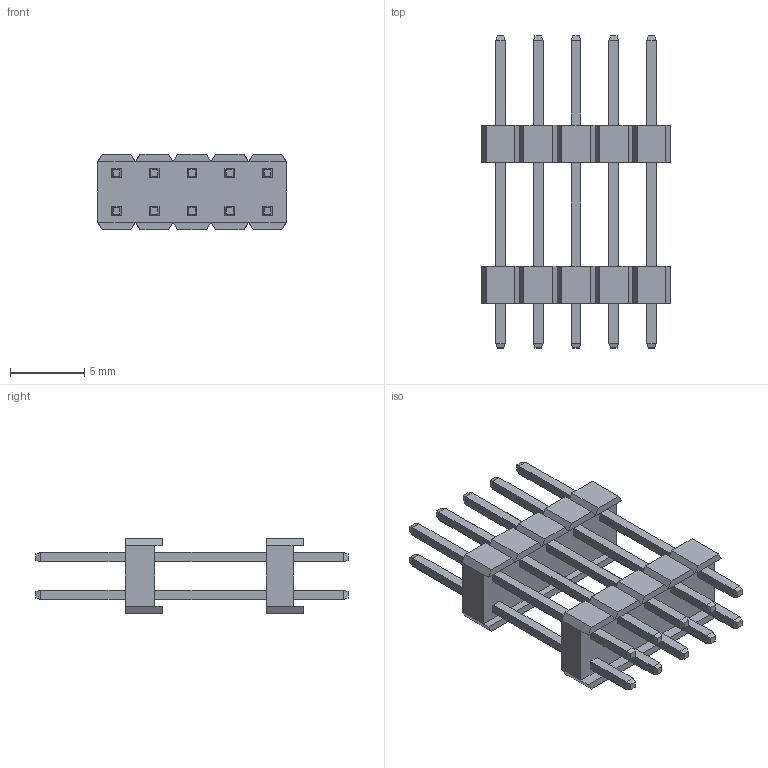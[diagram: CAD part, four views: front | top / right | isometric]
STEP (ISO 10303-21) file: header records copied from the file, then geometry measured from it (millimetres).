
FILE_DESCRIPTION((''),'2;1');
FILE_NAME('FPH25453-D16S1014071942B','2023-09-19T',('工程三'),(''),'PRO/ENGINEER BY PARAMETRIC TECHNOLOGY CORPORATION, 2010280','PRO/ENGINEER BY PARAMETRIC TECHNOLOGY CORPORATION, 2010280','');
FILE_SCHEMA(('CONFIG_CONTROL_DESIGN'));
Length unit declared in the file: millimetre
Products named in the file (1): FPH25453-D16S1014071942B
Bounding box: 12.7 x 21 x 5.08 mm (x, y, z)
Volume: 322.4 mm3; surface area: 895.3 mm2
Topology: 1 solids, 1 shells, 328 faces, 832 edges, 528 vertices
Faces by surface type: plane 328
Entity records: 9630 total; most frequent: CARTESIAN_POINT 1688, ORIENTED_EDGE 1664, DIRECTION 1488, VECTOR 832, LINE 832, EDGE_CURVE 832, VERTEX_POINT 528, EDGE_LOOP 368
